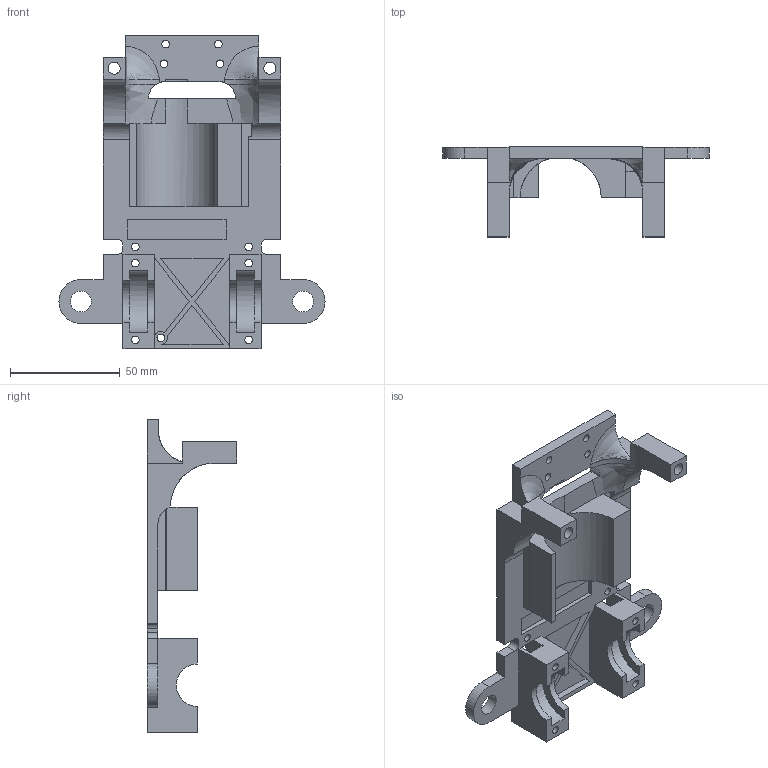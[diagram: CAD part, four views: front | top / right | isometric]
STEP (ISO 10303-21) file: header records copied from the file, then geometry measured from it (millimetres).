
FILE_DESCRIPTION(/* description */ (''),/* implementation_level */ '2;1');
FILE_NAME(/* name */ 'ADM_BASE3.stp',/* time_stamp */ '2024-10-18T18:01:25-05:00',/* author */ ('yulio'),/* organization */ (''),/* preprocessor_version */ 'ST-DEVELOPER v20',/* originating_system */ 'Autodesk Inventor 2024',/* authorisation */ '');
FILE_SCHEMA (('AUTOMOTIVE_DESIGN { 1 0 10303 214 3 1 1 }'));
Length unit declared in the file: millimetre
Products named in the file (1): SegundaPlataforma
Bounding box: 121.3 x 41 x 142.8 mm (x, y, z)
Volume: 88551.7 mm3; surface area: 40277.7 mm2
Topology: 1 solids, 1 shells, 160 faces, 460 edges, 302 vertices
Faces by surface type: plane 112, cylinder 44, bspline 4
Full cylindrical faces by diameter (mm): 3.5 x13, 5.5 x2, 9.5 x2
Entity records: 6046 total; most frequent: CARTESIAN_POINT 1521, ORIENTED_EDGE 916, DIRECTION 861, EDGE_CURVE 458, LINE 335, VECTOR 335, VERTEX_POINT 302, AXIS2_PLACEMENT_3D 263
